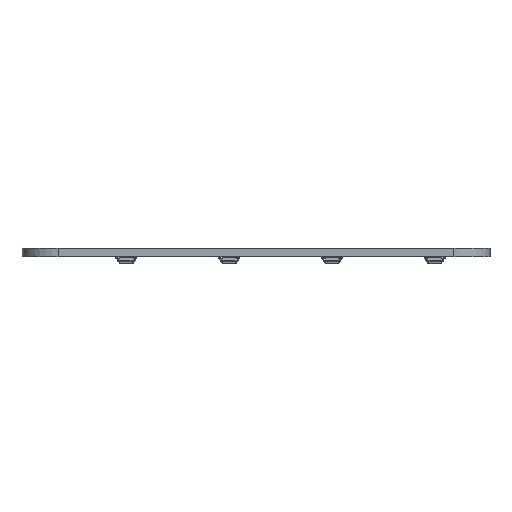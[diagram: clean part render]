
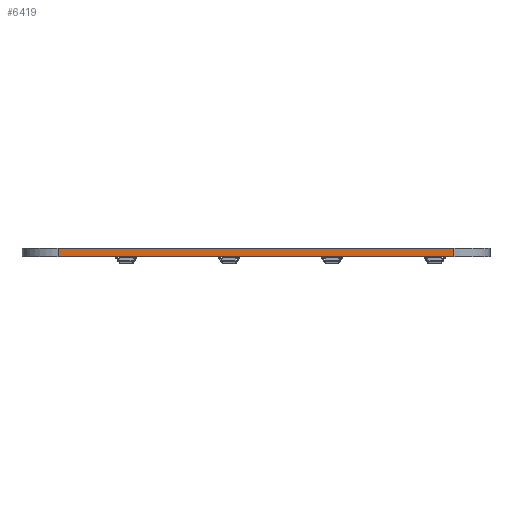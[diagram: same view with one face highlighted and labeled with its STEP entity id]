
A CAD part, left-side view. The second image highlights one B-rep face of the part: STEP entity #6419.
In plain terms, the highlighted planar face has unit normal (-1, 0, 0).
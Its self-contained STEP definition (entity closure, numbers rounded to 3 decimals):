
#2262 = VERTEX_POINT('',#2263);
#2263 = CARTESIAN_POINT('',(47.889,-25.527,0.));
#2270 = EDGE_CURVE('',#2271,#2262,#2273,.T.);
#2271 = VERTEX_POINT('',#2272);
#2272 = CARTESIAN_POINT('',(47.889,-98.87,0.));
#2273 = LINE('',#2274,#2275);
#2274 = CARTESIAN_POINT('',(47.889,-98.87,0.));
#2275 = VECTOR('',#2276,1.);
#2276 = DIRECTION('',(0.,1.,0.));
#4327 = VERTEX_POINT('',#4328);
#4328 = CARTESIAN_POINT('',(47.889,-25.527,1.6));
#4335 = EDGE_CURVE('',#4336,#4327,#4338,.T.);
#4336 = VERTEX_POINT('',#4337);
#4337 = CARTESIAN_POINT('',(47.889,-98.87,1.6));
#4338 = LINE('',#4339,#4340);
#4339 = CARTESIAN_POINT('',(47.889,-98.87,1.6));
#4340 = VECTOR('',#4341,1.);
#4341 = DIRECTION('',(0.,1.,0.));
#6389 = EDGE_CURVE('',#2262,#4327,#6390,.T.);
#6390 = LINE('',#6391,#6392);
#6391 = CARTESIAN_POINT('',(47.889,-25.527,0.));
#6392 = VECTOR('',#6393,1.);
#6393 = DIRECTION('',(0.,0.,1.));
#6419 = ADVANCED_FACE('',(#6420),#6431,.T.);
#6420 = FACE_BOUND('',#6421,.T.);
#6421 = EDGE_LOOP('',(#6422,#6428,#6429,#6430));
#6422 = ORIENTED_EDGE('',*,*,#6423,.T.);
#6423 = EDGE_CURVE('',#2271,#4336,#6424,.T.);
#6424 = LINE('',#6425,#6426);
#6425 = CARTESIAN_POINT('',(47.889,-98.87,0.));
#6426 = VECTOR('',#6427,1.);
#6427 = DIRECTION('',(0.,0.,1.));
#6428 = ORIENTED_EDGE('',*,*,#4335,.T.);
#6429 = ORIENTED_EDGE('',*,*,#6389,.F.);
#6430 = ORIENTED_EDGE('',*,*,#2270,.F.);
#6431 = PLANE('',#6432);
#6432 = AXIS2_PLACEMENT_3D('',#6433,#6434,#6435);
#6433 = CARTESIAN_POINT('',(47.889,-98.87,0.));
#6434 = DIRECTION('',(-1.,0.,0.));
#6435 = DIRECTION('',(0.,1.,0.));
